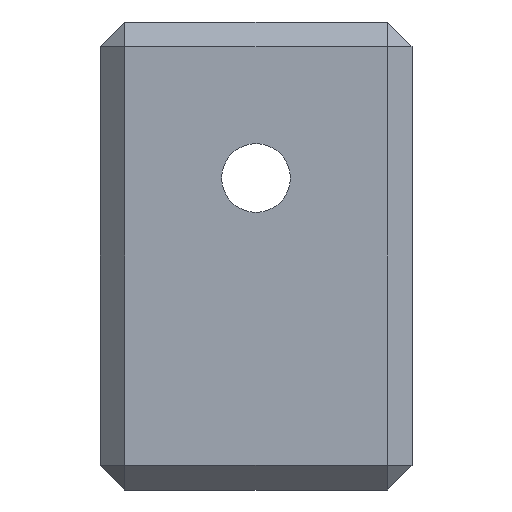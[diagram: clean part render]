
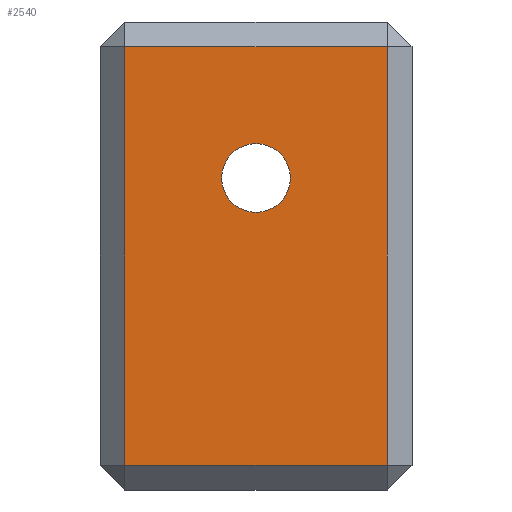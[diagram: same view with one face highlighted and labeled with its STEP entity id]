
A CAD part, left-side view. The second image highlights one B-rep face of the part: STEP entity #2540.
In plain terms, the highlighted planar face has unit normal (-1, 0, 0).
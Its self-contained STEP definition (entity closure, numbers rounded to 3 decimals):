
#324 = PLANE('',#325);
#325 = AXIS2_PLACEMENT_3D('',#326,#327,#328);
#326 = CARTESIAN_POINT('',(-2.2,0.8,0.));
#327 = DIRECTION('',(0.707,0.707,0.));
#328 = DIRECTION('',(-0.,0.,-1.));
#946 = PLANE('',#947);
#947 = AXIS2_PLACEMENT_3D('',#948,#949,#950);
#948 = CARTESIAN_POINT('',(-2.2,19.2,0.));
#949 = DIRECTION('',(0.707,-0.707,0.)
  );
#950 = DIRECTION('',(0.,0.,1.));
#1244 = CYLINDRICAL_SURFACE('',#1245,2.2);
#1245 = AXIS2_PLACEMENT_3D('',#1246,#1247,#1248);
#1246 = CARTESIAN_POINT('',(-5.,10.,20.));
#1247 = DIRECTION('',(1.,0.,0.));
#1248 = DIRECTION('',(0.,0.,-1.));
#1396 = VERTEX_POINT('',#1397);
#1397 = CARTESIAN_POINT('',(-3.,1.6,28.4));
#1418 = EDGE_CURVE('',#1419,#1396,#1421,.T.);
#1419 = VERTEX_POINT('',#1420);
#1420 = CARTESIAN_POINT('',(-3.,1.6,1.6));
#1421 = SURFACE_CURVE('',#1422,(#1426,#1433),.PCURVE_S1.);
#1422 = LINE('',#1423,#1424);
#1423 = CARTESIAN_POINT('',(-3.,1.6,0.));
#1424 = VECTOR('',#1425,1.);
#1425 = DIRECTION('',(0.,0.,1.));
#1426 = PCURVE('',#324,#1427);
#1427 = DEFINITIONAL_REPRESENTATION('',(#1428),#1432);
#1428 = LINE('',#1429,#1430);
#1429 = CARTESIAN_POINT('',(-0.,1.131));
#1430 = VECTOR('',#1431,1.);
#1431 = DIRECTION('',(-1.,0.));
#1432 = ( GEOMETRIC_REPRESENTATION_CONTEXT(2) 
PARAMETRIC_REPRESENTATION_CONTEXT() REPRESENTATION_CONTEXT('2D SPACE',''
  ) );
#1433 = PCURVE('',#1434,#1439);
#1434 = PLANE('',#1435);
#1435 = AXIS2_PLACEMENT_3D('',#1436,#1437,#1438);
#1436 = CARTESIAN_POINT('',(-3.,0.,0.));
#1437 = DIRECTION('',(1.,0.,0.));
#1438 = DIRECTION('',(0.,0.,1.));
#1439 = DEFINITIONAL_REPRESENTATION('',(#1440),#1444);
#1440 = LINE('',#1441,#1442);
#1441 = CARTESIAN_POINT('',(0.,-1.6));
#1442 = VECTOR('',#1443,1.);
#1443 = DIRECTION('',(1.,0.));
#1444 = ( GEOMETRIC_REPRESENTATION_CONTEXT(2) 
PARAMETRIC_REPRESENTATION_CONTEXT() REPRESENTATION_CONTEXT('2D SPACE',''
  ) );
#2058 = VERTEX_POINT('',#2059);
#2059 = CARTESIAN_POINT('',(-3.,18.4,1.6));
#2087 = VERTEX_POINT('',#2088);
#2088 = CARTESIAN_POINT('',(-3.,18.4,28.4));
#2109 = EDGE_CURVE('',#2058,#2087,#2110,.T.);
#2110 = SURFACE_CURVE('',#2111,(#2115,#2122),.PCURVE_S1.);
#2111 = LINE('',#2112,#2113);
#2112 = CARTESIAN_POINT('',(-3.,18.4,0.));
#2113 = VECTOR('',#2114,1.);
#2114 = DIRECTION('',(0.,0.,1.));
#2115 = PCURVE('',#946,#2116);
#2116 = DEFINITIONAL_REPRESENTATION('',(#2117),#2121);
#2117 = LINE('',#2118,#2119);
#2118 = CARTESIAN_POINT('',(0.,1.131));
#2119 = VECTOR('',#2120,1.);
#2120 = DIRECTION('',(1.,0.));
#2121 = ( GEOMETRIC_REPRESENTATION_CONTEXT(2) 
PARAMETRIC_REPRESENTATION_CONTEXT() REPRESENTATION_CONTEXT('2D SPACE',''
  ) );
#2122 = PCURVE('',#1434,#2123);
#2123 = DEFINITIONAL_REPRESENTATION('',(#2124),#2128);
#2124 = LINE('',#2125,#2126);
#2125 = CARTESIAN_POINT('',(0.,-18.4));
#2126 = VECTOR('',#2127,1.);
#2127 = DIRECTION('',(1.,0.));
#2128 = ( GEOMETRIC_REPRESENTATION_CONTEXT(2) 
PARAMETRIC_REPRESENTATION_CONTEXT() REPRESENTATION_CONTEXT('2D SPACE',''
  ) );
#2361 = PLANE('',#2362);
#2362 = AXIS2_PLACEMENT_3D('',#2363,#2364,#2365);
#2363 = CARTESIAN_POINT('',(-2.2,0.,29.2));
#2364 = DIRECTION('',(0.707,0.,-0.707)
  );
#2365 = DIRECTION('',(0.,-1.,0.));
#2379 = VERTEX_POINT('',#2380);
#2380 = CARTESIAN_POINT('',(-3.,10.,17.8));
#2401 = EDGE_CURVE('',#2379,#2379,#2402,.T.);
#2402 = SURFACE_CURVE('',#2403,(#2408,#2415),.PCURVE_S1.);
#2403 = CIRCLE('',#2404,2.2);
#2404 = AXIS2_PLACEMENT_3D('',#2405,#2406,#2407);
#2405 = CARTESIAN_POINT('',(-3.,10.,20.));
#2406 = DIRECTION('',(1.,-0.,0.));
#2407 = DIRECTION('',(0.,0.,-1.));
#2408 = PCURVE('',#1244,#2409);
#2409 = DEFINITIONAL_REPRESENTATION('',(#2410),#2414);
#2410 = LINE('',#2411,#2412);
#2411 = CARTESIAN_POINT('',(0.,2.));
#2412 = VECTOR('',#2413,1.);
#2413 = DIRECTION('',(1.,0.));
#2414 = ( GEOMETRIC_REPRESENTATION_CONTEXT(2) 
PARAMETRIC_REPRESENTATION_CONTEXT() REPRESENTATION_CONTEXT('2D SPACE',''
  ) );
#2415 = PCURVE('',#1434,#2416);
#2416 = DEFINITIONAL_REPRESENTATION('',(#2417),#2421);
#2417 = CIRCLE('',#2418,2.2);
#2418 = AXIS2_PLACEMENT_2D('',#2419,#2420);
#2419 = CARTESIAN_POINT('',(20.,-10.));
#2420 = DIRECTION('',(-1.,0.));
#2421 = ( GEOMETRIC_REPRESENTATION_CONTEXT(2) 
PARAMETRIC_REPRESENTATION_CONTEXT() REPRESENTATION_CONTEXT('2D SPACE',''
  ) );
#2442 = PLANE('',#2443);
#2443 = AXIS2_PLACEMENT_3D('',#2444,#2445,#2446);
#2444 = CARTESIAN_POINT('',(-2.2,0.,0.8));
#2445 = DIRECTION('',(0.707,0.,0.707));
#2446 = DIRECTION('',(0.,-1.,-0.));
#2540 = ADVANCED_FACE('',(#2541,#2587),#1434,.F.);
#2541 = FACE_BOUND('',#2542,.F.);
#2542 = EDGE_LOOP('',(#2543,#2544,#2565,#2566));
#2543 = ORIENTED_EDGE('',*,*,#1418,.F.);
#2544 = ORIENTED_EDGE('',*,*,#2545,.T.);
#2545 = EDGE_CURVE('',#1419,#2058,#2546,.T.);
#2546 = SURFACE_CURVE('',#2547,(#2551,#2558),.PCURVE_S1.);
#2547 = LINE('',#2548,#2549);
#2548 = CARTESIAN_POINT('',(-3.,0.,1.6));
#2549 = VECTOR('',#2550,1.);
#2550 = DIRECTION('',(0.,1.,0.));
#2551 = PCURVE('',#1434,#2552);
#2552 = DEFINITIONAL_REPRESENTATION('',(#2553),#2557);
#2553 = LINE('',#2554,#2555);
#2554 = CARTESIAN_POINT('',(1.6,0.));
#2555 = VECTOR('',#2556,1.);
#2556 = DIRECTION('',(0.,-1.));
#2557 = ( GEOMETRIC_REPRESENTATION_CONTEXT(2) 
PARAMETRIC_REPRESENTATION_CONTEXT() REPRESENTATION_CONTEXT('2D SPACE',''
  ) );
#2558 = PCURVE('',#2442,#2559);
#2559 = DEFINITIONAL_REPRESENTATION('',(#2560),#2564);
#2560 = LINE('',#2561,#2562);
#2561 = CARTESIAN_POINT('',(-0.,-1.131));
#2562 = VECTOR('',#2563,1.);
#2563 = DIRECTION('',(-1.,0.));
#2564 = ( GEOMETRIC_REPRESENTATION_CONTEXT(2) 
PARAMETRIC_REPRESENTATION_CONTEXT() REPRESENTATION_CONTEXT('2D SPACE',''
  ) );
#2565 = ORIENTED_EDGE('',*,*,#2109,.T.);
#2566 = ORIENTED_EDGE('',*,*,#2567,.F.);
#2567 = EDGE_CURVE('',#1396,#2087,#2568,.T.);
#2568 = SURFACE_CURVE('',#2569,(#2573,#2580),.PCURVE_S1.);
#2569 = LINE('',#2570,#2571);
#2570 = CARTESIAN_POINT('',(-3.,0.,28.4));
#2571 = VECTOR('',#2572,1.);
#2572 = DIRECTION('',(0.,1.,0.));
#2573 = PCURVE('',#1434,#2574);
#2574 = DEFINITIONAL_REPRESENTATION('',(#2575),#2579);
#2575 = LINE('',#2576,#2577);
#2576 = CARTESIAN_POINT('',(28.4,0.));
#2577 = VECTOR('',#2578,1.);
#2578 = DIRECTION('',(0.,-1.));
#2579 = ( GEOMETRIC_REPRESENTATION_CONTEXT(2) 
PARAMETRIC_REPRESENTATION_CONTEXT() REPRESENTATION_CONTEXT('2D SPACE',''
  ) );
#2580 = PCURVE('',#2361,#2581);
#2581 = DEFINITIONAL_REPRESENTATION('',(#2582),#2586);
#2582 = LINE('',#2583,#2584);
#2583 = CARTESIAN_POINT('',(-0.,1.131));
#2584 = VECTOR('',#2585,1.);
#2585 = DIRECTION('',(-1.,0.));
#2586 = ( GEOMETRIC_REPRESENTATION_CONTEXT(2) 
PARAMETRIC_REPRESENTATION_CONTEXT() REPRESENTATION_CONTEXT('2D SPACE',''
  ) );
#2587 = FACE_BOUND('',#2588,.F.);
#2588 = EDGE_LOOP('',(#2589));
#2589 = ORIENTED_EDGE('',*,*,#2401,.F.);
